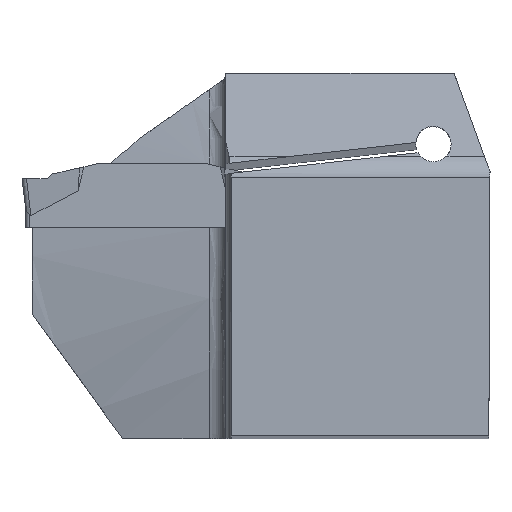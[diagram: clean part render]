
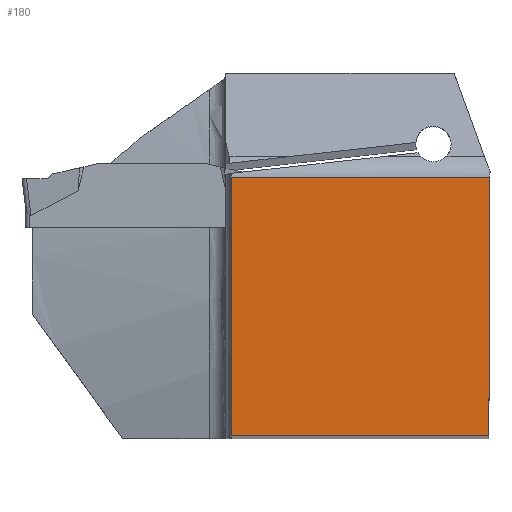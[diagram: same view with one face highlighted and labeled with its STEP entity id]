
A CAD part, top view. The second image highlights one B-rep face of the part: STEP entity #180.
In plain terms, the highlighted planar face has unit normal (0, 0, 1).
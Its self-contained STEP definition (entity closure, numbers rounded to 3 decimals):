
#122=PLANE('',#1513);
#180=ADVANCED_FACE('CU_BACK_SU1',(#261),#122,.F.);
#261=FACE_OUTER_BOUND('',#329,.T.);
#329=EDGE_LOOP('',(#597,#598,#599,#600));
#597=ORIENTED_EDGE('',*,*,#1022,.T.);
#598=ORIENTED_EDGE('',*,*,#997,.T.);
#599=ORIENTED_EDGE('',*,*,#1056,.T.);
#600=ORIENTED_EDGE('',*,*,#1046,.F.);
#862=VERTEX_POINT('',#2123);
#863=VERTEX_POINT('',#2125);
#881=VERTEX_POINT('',#2209);
#895=VERTEX_POINT('',#2279);
#997=EDGE_CURVE('',#863,#862,#1163,.T.);
#1022=EDGE_CURVE('',#881,#863,#1178,.T.);
#1046=EDGE_CURVE('',#881,#895,#1196,.T.);
#1056=EDGE_CURVE('',#862,#895,#1202,.T.);
#1163=LINE('',#2124,#1287);
#1178=LINE('',#2208,#1302);
#1196=LINE('',#2278,#1320);
#1202=LINE('',#2302,#1326);
#1287=VECTOR('',#1644,1.);
#1302=VECTOR('',#1685,1.);
#1320=VECTOR('',#1725,1.);
#1326=VECTOR('',#1753,1.);
#1513=AXIS2_PLACEMENT_3D('',#2303,#1754,#1755);
#1644=DIRECTION('',(0.004,1.,0.));
#1685=DIRECTION('',(1.,0.,0.));
#1725=DIRECTION('',(0.,1.,0.));
#1753=DIRECTION('',(-1.,0.,0.));
#1754=DIRECTION('',(0.,0.,-1.));
#1755=DIRECTION('',(0.,-1.,0.));
#2123=CARTESIAN_POINT('',(0.,24.875,0.));
#2124=CARTESIAN_POINT('',(0.088,44.976,0.));
#2125=CARTESIAN_POINT('',(-0.109,0.,0.));
#2208=CARTESIAN_POINT('',(23.244,0.,0.));
#2209=CARTESIAN_POINT('',(-24.875,0.,0.));
#2278=CARTESIAN_POINT('',(-24.875,44.875,0.));
#2279=CARTESIAN_POINT('',(-24.875,24.875,0.));
#2302=CARTESIAN_POINT('',(23.244,24.875,0.));
#2303=CARTESIAN_POINT('',(23.244,44.875,0.));
